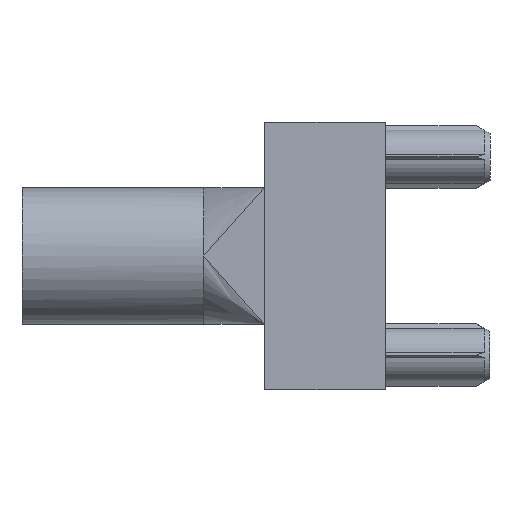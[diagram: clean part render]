
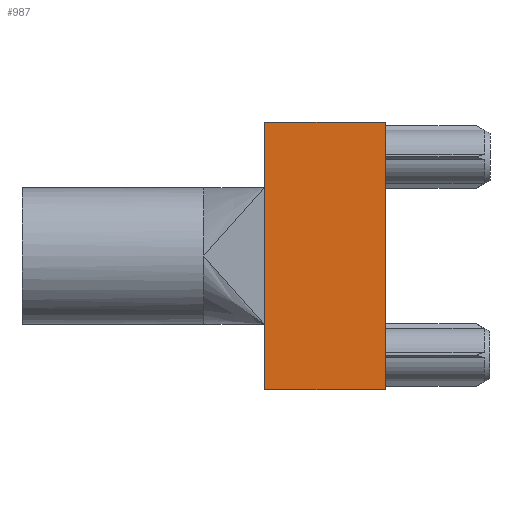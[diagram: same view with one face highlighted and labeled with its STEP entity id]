
A CAD part, left-side view. The second image highlights one B-rep face of the part: STEP entity #987.
In plain terms, the highlighted planar face has unit normal (-1, 0, 0).
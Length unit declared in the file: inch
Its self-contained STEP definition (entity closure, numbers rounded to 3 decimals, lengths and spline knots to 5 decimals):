
#14 = DIRECTION ( 'NONE',  ( 0., 0., -1. ) ) ;
#15 = LINE ( 'NONE', #536, #260 ) ;
#58 = VERTEX_POINT ( 'NONE', #520 ) ;
#87 = VERTEX_POINT ( 'NONE', #1409 ) ;
#127 = LINE ( 'NONE', #163, #821 ) ;
#163 = CARTESIAN_POINT ( 'NONE',  ( -0.129, 0., 0.147 ) ) ;
#192 = EDGE_CURVE ( 'NONE', #1448, #58, #662, .T. ) ;
#242 = EDGE_CURVE ( 'NONE', #1448, #380, #15, .T. ) ;
#260 = VECTOR ( 'NONE', #1172, 39.37008 ) ;
#337 = VECTOR ( 'NONE', #1033, 39.37008 ) ;
#380 = VERTEX_POINT ( 'NONE', #1324 ) ;
#442 = ORIENTED_EDGE ( 'NONE', *, *, #654, .T. ) ;
#520 = CARTESIAN_POINT ( 'NONE',  ( -0.129, 0.133, 0.147 ) ) ;
#536 = CARTESIAN_POINT ( 'NONE',  ( -0.129, 0.133, -0.147 ) ) ;
#647 = DIRECTION ( 'NONE',  ( 0., 0., 1. ) ) ;
#654 = EDGE_CURVE ( 'NONE', #380, #87, #127, .T. ) ;
#662 = LINE ( 'NONE', #906, #337 ) ;
#699 = VECTOR ( 'NONE', #1388, 39.37008 ) ;
#704 = EDGE_CURVE ( 'NONE', #58, #87, #1003, .T. ) ;
#744 = DIRECTION ( 'NONE',  ( 1., 0., 0. ) ) ;
#821 = VECTOR ( 'NONE', #647, 39.37008 ) ;
#872 = CARTESIAN_POINT ( 'NONE',  ( -0.129, 0.133, 0.147 ) ) ;
#906 = CARTESIAN_POINT ( 'NONE',  ( -0.129, 0.133, 0.147 ) ) ;
#916 = FACE_OUTER_BOUND ( 'NONE', #1247, .T. ) ;
#987 = ADVANCED_FACE ( 'NONE', ( #916 ), #1263, .F. ) ;
#1003 = LINE ( 'NONE', #1135, #699 ) ;
#1033 = DIRECTION ( 'NONE',  ( 0., 0., 1. ) ) ;
#1135 = CARTESIAN_POINT ( 'NONE',  ( -0.129, 0.133, 0.147 ) ) ;
#1155 = ORIENTED_EDGE ( 'NONE', *, *, #192, .F. ) ;
#1172 = DIRECTION ( 'NONE',  ( 0., -1., 0. ) ) ;
#1247 = EDGE_LOOP ( 'NONE', ( #442, #1584, #1155, #1490 ) ) ;
#1255 = CARTESIAN_POINT ( 'NONE',  ( -0.129, 0.133, -0.147 ) ) ;
#1263 = PLANE ( 'NONE',  #1408 ) ;
#1324 = CARTESIAN_POINT ( 'NONE',  ( -0.129, 0., -0.147 ) ) ;
#1388 = DIRECTION ( 'NONE',  ( 0., -1., 0. ) ) ;
#1408 = AXIS2_PLACEMENT_3D ( 'NONE', #872, #744, #14 ) ;
#1409 = CARTESIAN_POINT ( 'NONE',  ( -0.129, 0., 0.147 ) ) ;
#1448 = VERTEX_POINT ( 'NONE', #1255 ) ;
#1490 = ORIENTED_EDGE ( 'NONE', *, *, #242, .T. ) ;
#1584 = ORIENTED_EDGE ( 'NONE', *, *, #704, .F. ) ;
